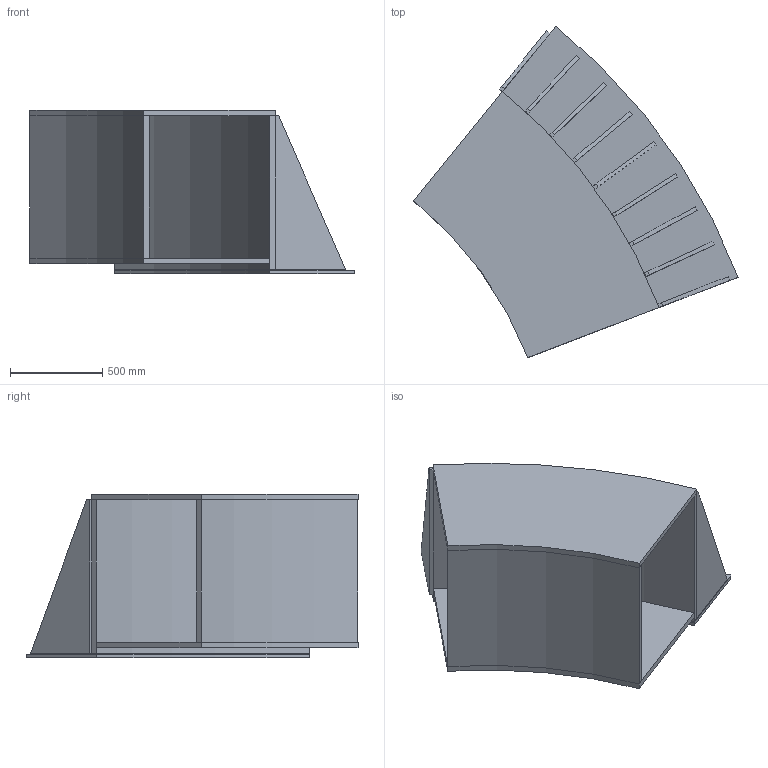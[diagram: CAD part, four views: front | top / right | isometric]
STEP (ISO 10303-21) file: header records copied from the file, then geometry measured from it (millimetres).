
FILE_DESCRIPTION(('FreeCAD Model'),'2;1');
FILE_NAME('Open CASCADE Shape Model','2023-10-26T14:42:11',(''),(''), 'Open CASCADE STEP processor 7.6','FreeCAD','Unknown');
FILE_SCHEMA(('AUTOMOTIVE_DESIGN { 1 0 10303 214 1 1 1 1 }'));
Length unit declared in the file: millimetre
Products named in the file (13): DCoilSupport; DCS02; GDMLTube_TGeoTubeSeg0x5; DCS04; GDMLTube_TGeoTubeSeg0x6; DCS021; GDMLCone_TGeoConeSeg; DCS01; GDMLTube_TGeoTubeSeg0x7; DCS03; GDMLTube_TGeoTubeSeg0x8; DCS05; GDMLTube_TGeoTubeSeg0x9
Assembly tree (20 placements, depth 3):
  DCoilSupport
    DCS02
      GDMLTube_TGeoTubeSeg0x5
    DCS04
      GDMLTube_TGeoTubeSeg0x6
    DCS021  x9
      GDMLCone_TGeoConeSeg
    DCS01
      GDMLTube_TGeoTubeSeg0x7
    DCS03
      GDMLTube_TGeoTubeSeg0x8
    DCS05
      GDMLTube_TGeoTubeSeg0x9
Bounding box: 1757.4 x 1798.69 x 886.88 mm (x, y, z)
Volume: 170321873.1 mm3; surface area: 13553590.9 mm2
Topology: 14 solids, 14 shells, 84 faces, 168 edges, 112 vertices
Faces by surface type: plane 56, cone 18, cylinder 10
Entity records: 2162 total; most frequent: DIRECTION 351, CARTESIAN_POINT 333, LINE 165, VECTOR 165, ORIENTED_EDGE 144, PCURVE 144, DEFINITIONAL_REPRESENTATION 144, AXIS2_PLACEMENT_3D 81
